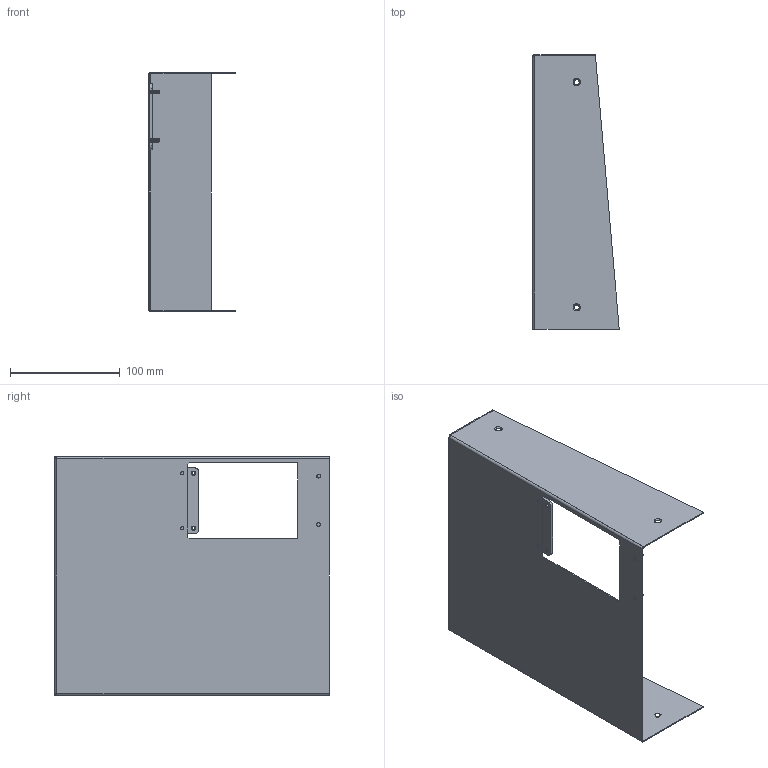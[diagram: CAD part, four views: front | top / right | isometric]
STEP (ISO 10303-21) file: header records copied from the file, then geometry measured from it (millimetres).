
FILE_DESCRIPTION (( 'STEP AP203' ), '1' );
FILE_NAME ('SL1-201-MA_v001 PLECH ZÁDA SVAR.STEP', '2019-07-26T08:44:35', ( '' ), ( '' ), 'SwSTEP 2.0', 'SolidWorks 2017', '' );
FILE_SCHEMA (( 'CONFIG_CONTROL_DESIGN' ));
Length unit declared in the file: millimetre
Products named in the file (5): SL1-101-MA_v000 PLECH Z磺A LIS; SL1-001-MA_v000 PLECH ZADA; SL1-201-MA_v001 PLECH Z磺A SVAR; SL1-006-MA_v001 FILTRACE UPINANI; CHEM3-10
Assembly tree (5 placements, depth 3):
  SL1-201-MA_v001 PLECH Z磺A SVAR
    SL1-101-MA_v000 PLECH Z磺A LIS
      SL1-001-MA_v000 PLECH ZADA
      CHEM3-10  x2
    SL1-006-MA_v001 FILTRACE UPINANI
Bounding box: 78.7 x 249.8 x 217.4 mm (x, y, z)
Volume: 95289.4 mm3; surface area: 189363.8 mm2
Topology: 4 solids, 4 shells, 282 faces, 714 edges, 446 vertices
Faces by surface type: plane 120, cylinder 88, cone 46, bspline 24, torus 4
Entity records: 11168 total; most frequent: CARTESIAN_POINT 6458, ORIENTED_EDGE 914, DIRECTION 774, EDGE_CURVE 457, VERTEX_POINT 285, AXIS2_PLACEMENT_3D 276, LINE 222, VECTOR 222
